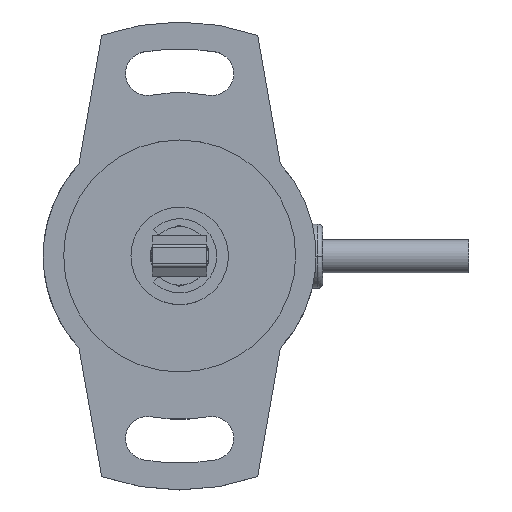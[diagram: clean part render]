
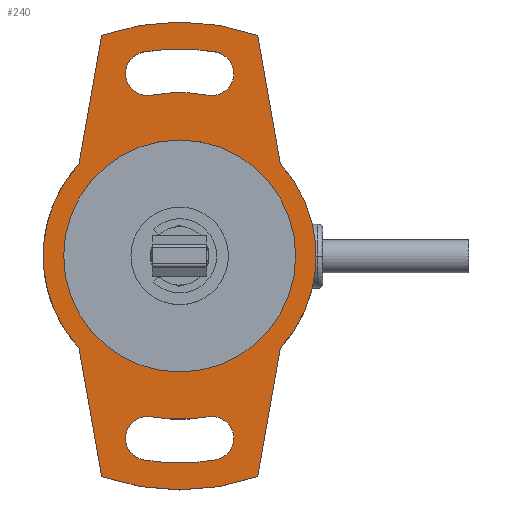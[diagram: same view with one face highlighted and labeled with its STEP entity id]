
A CAD part, top view. The second image highlights one B-rep face of the part: STEP entity #240.
In plain terms, the highlighted planar face has unit normal (0, 0, 1).
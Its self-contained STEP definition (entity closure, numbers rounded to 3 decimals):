
#240=ADVANCED_FACE('', (#250,#260,#270,#280), #290, .T.);
#4460=AXIS2_PLACEMENT_3D('Ax2Pl3d', #4470, #4480, #4490);
#4500=AXIS2_PLACEMENT_3D('Ax2Pl3d', #4510, #4520, #4530);
#4540=AXIS2_PLACEMENT_3D('Ax2Pl3d', #4550, #4560, #4570);
#4580=AXIS2_PLACEMENT_3D('Ax2Pl3d', #4590, #4600, #4610);
#4620=AXIS2_PLACEMENT_3D('Ax2Pl3d', #4630, #4640, #4650);
#4660=AXIS2_PLACEMENT_3D('Ax2Pl3d', #4670, #4680, #4690);
#4700=AXIS2_PLACEMENT_3D('Ax2Pl3d', #4710, #4720, #4730);
#4740=AXIS2_PLACEMENT_3D('Ax2Pl3d', #4750, #4760, #4770);
#4780=AXIS2_PLACEMENT_3D('Ax2Pl3d', #4790, #4800, #4810);
#4820=AXIS2_PLACEMENT_3D('Ax2Pl3d', #4830, #4840, #4850);
#4860=AXIS2_PLACEMENT_3D('Ax2Pl3d', #4870, #4880, #4890);
#4900=AXIS2_PLACEMENT_3D('Ax2Pl3d', #4910, #4920, #4930);
#4940=AXIS2_PLACEMENT_3D('Ax2Pl3d', #4950, #4960, #4970);
#4980=AXIS2_PLACEMENT_3D('Ax2Pl3d', #4990, #5000, #5010);
#4470=CARTESIAN_POINT('HicPkt', (-10.322,9.459,0.));
#4510=CARTESIAN_POINT('HicPkt', (0.,0.,0.));
#48230=CARTESIAN_POINT('', (-8.,-22.628,0.));
#48240=CARTESIAN_POINT('', (8.,-22.628,0.));
#48250=CARTESIAN_POINT('', (10.322,-9.459,0.));
#48260=CARTESIAN_POINT('', (10.322,-9.459,0.));
#4550=CARTESIAN_POINT('HicPkt', (0.,0.,0.));
#48270=CARTESIAN_POINT('', (10.322,9.459,0.));
#48280=CARTESIAN_POINT('', (8.,22.628,0.));
#48290=CARTESIAN_POINT('', (8.,22.628,0.));
#4590=CARTESIAN_POINT('HicPkt', (0.,0.,0.));
#48300=CARTESIAN_POINT('', (-8.,22.628,0.));
#48310=CARTESIAN_POINT('', (-10.322,9.459,0.));
#48320=CARTESIAN_POINT('', (-10.322,9.459,0.));
#4630=CARTESIAN_POINT('HicPkt', (0.,0.,0.));
#48330=CARTESIAN_POINT('', (-10.322,-9.459,0.));
#48340=CARTESIAN_POINT('', (-8.,-22.628,0.));
#4670=CARTESIAN_POINT('HicPkt', (0.,0.,0.));
#48350=CARTESIAN_POINT('', (0.,11.9,0.));
#4710=CARTESIAN_POINT('HicPkt', (0.,0.,0.));
#48360=CARTESIAN_POINT('', (2.909,16.496,0.));
#48370=CARTESIAN_POINT('', (-2.909,16.496,0.));
#4750=CARTESIAN_POINT('HicPkt', (-3.299,18.711,0.));
#48380=CARTESIAN_POINT('', (-3.69,20.927,0.));
#4790=CARTESIAN_POINT('HicPkt', (0.,0.,0.));
#48390=CARTESIAN_POINT('', (3.69,20.927,0.));
#4830=CARTESIAN_POINT('HicPkt', (3.299,18.711,0.));
#4870=CARTESIAN_POINT('HicPkt', (-3.299,-18.711,0.));
#48400=CARTESIAN_POINT('', (-3.69,-20.927,0.));
#48410=CARTESIAN_POINT('', (-2.909,-16.496,0.));
#4910=CARTESIAN_POINT('HicPkt', (0.,0.,0.));
#48420=CARTESIAN_POINT('', (2.909,-16.496,0.));
#4950=CARTESIAN_POINT('HicPkt', (3.299,-18.711,0.));
#48430=CARTESIAN_POINT('', (3.69,-20.927,0.));
#4990=CARTESIAN_POINT('HicPkt', (0.,0.,0.));
#51110=CIRCLE('Circle', #4500, 24.);
#51120=CIRCLE('Circle', #4540, 14.);
#51130=CIRCLE('Circle', #4580, 24.);
#51140=CIRCLE('Circle', #4620, 14.);
#51150=CIRCLE('Circle', #4660, 11.9);
#51160=CIRCLE('Circle', #4700, 16.75);
#51170=CIRCLE('Circle', #4740, 2.25);
#51180=CIRCLE('Circle', #4780, 21.25);
#51190=CIRCLE('Circle', #4820, 2.25);
#51200=CIRCLE('Circle', #4860, 2.25);
#51210=CIRCLE('Circle', #4900, 16.75);
#51220=CIRCLE('Circle', #4940, 2.25);
#51230=CIRCLE('Circle', #4980, 21.25);
#4480=DIRECTION('Axis', (0.,0.,1.));
#4490=DIRECTION('RefDirection', (1.,0.,-0.));
#4520=DIRECTION('Axis', (0.,0.,1.));
#4530=DIRECTION('RefDirection', (1.,0.,-0.));
#58590=DIRECTION('', (0.174,0.985,0.));
#4560=DIRECTION('Axis', (0.,0.,1.));
#4570=DIRECTION('RefDirection', (1.,0.,-0.));
#58600=DIRECTION('', (-0.174,0.985,0.));
#4600=DIRECTION('Axis', (0.,0.,1.));
#4610=DIRECTION('RefDirection', (1.,0.,-0.));
#58610=DIRECTION('', (-0.174,-0.985,0.));
#4640=DIRECTION('Axis', (0.,0.,1.));
#4650=DIRECTION('RefDirection', (1.,0.,-0.));
#58620=DIRECTION('', (0.174,-0.985,0.));
#4680=DIRECTION('Axis', (0.,0.,-1.));
#4690=DIRECTION('RefDirection', (-1.,-0.,0.));
#4720=DIRECTION('Axis', (0.,0.,1.));
#4730=DIRECTION('RefDirection', (1.,0.,-0.));
#4760=DIRECTION('Axis', (0.,0.,-1.));
#4770=DIRECTION('RefDirection', (-1.,-0.,0.));
#4800=DIRECTION('Axis', (0.,0.,-1.));
#4810=DIRECTION('RefDirection', (-1.,-0.,0.));
#4840=DIRECTION('Axis', (0.,0.,-1.));
#4850=DIRECTION('RefDirection', (-1.,-0.,0.));
#4880=DIRECTION('Axis', (0.,0.,-1.));
#4890=DIRECTION('RefDirection', (-1.,-0.,0.));
#4920=DIRECTION('Axis', (0.,0.,1.));
#4930=DIRECTION('RefDirection', (1.,0.,-0.));
#4960=DIRECTION('Axis', (0.,0.,-1.));
#4970=DIRECTION('RefDirection', (-1.,-0.,0.));
#5000=DIRECTION('Axis', (0.,0.,-1.));
#5010=DIRECTION('RefDirection', (-1.,-0.,0.));
#59760=EDGE_CURVE('', #59770, #59780, #51110, .T.);
#59790=EDGE_CURVE('', #59780, #59800, #59810, .T.);
#59820=EDGE_CURVE('', #59800, #59830, #51120, .T.);
#59840=EDGE_CURVE('', #59830, #59850, #59860, .T.);
#59870=EDGE_CURVE('', #59850, #59880, #51130, .T.);
#59890=EDGE_CURVE('', #59880, #59900, #59910, .T.);
#59920=EDGE_CURVE('', #59900, #59930, #51140, .T.);
#59940=EDGE_CURVE('', #59930, #59770, #59950, .T.);
#59960=EDGE_CURVE('', #59970, #59970, #51150, .T.);
#59980=EDGE_CURVE('', #59990, #60000, #51160, .T.);
#60010=EDGE_CURVE('', #60000, #60020, #51170, .T.);
#60030=EDGE_CURVE('', #60020, #60040, #51180, .T.);
#60050=EDGE_CURVE('', #60040, #59990, #51190, .T.);
#60060=EDGE_CURVE('', #60070, #60080, #51200, .T.);
#60090=EDGE_CURVE('', #60080, #60100, #51210, .T.);
#60110=EDGE_CURVE('', #60100, #60120, #51220, .T.);
#60130=EDGE_CURVE('', #60120, #60070, #51230, .T.);
#65420=EDGE_LOOP('Edge_loop', (#65430,#65440,#65450,#65460,#65470,
#65480,#65490,#65500));
#65510=EDGE_LOOP('Edge_loop', (#65520));
#65530=EDGE_LOOP('Edge_loop', (#65540,#65550,#65560,#65570));
#65580=EDGE_LOOP('Edge_loop', (#65590,#65600,#65610,#65620));
#260=FACE_BOUND('', #65510, .T.);
#270=FACE_BOUND('', #65530, .T.);
#280=FACE_BOUND('', #65580, .T.);
#250=FACE_OUTER_BOUND('Face_outer_bound', #65420, .T.);
#59810=LINE('Line', #48250, #73110);
#59860=LINE('Line', #48280, #73120);
#59910=LINE('Line', #48310, #73130);
#59950=LINE('Line', #48340, #73140);
#65430=ORIENTED_EDGE('', *, *, #59760, .T.);
#65440=ORIENTED_EDGE('', *, *, #59790, .T.);
#65450=ORIENTED_EDGE('', *, *, #59820, .T.);
#65460=ORIENTED_EDGE('', *, *, #59840, .T.);
#65470=ORIENTED_EDGE('', *, *, #59870, .T.);
#65480=ORIENTED_EDGE('', *, *, #59890, .T.);
#65490=ORIENTED_EDGE('', *, *, #59920, .T.);
#65500=ORIENTED_EDGE('', *, *, #59940, .T.);
#65520=ORIENTED_EDGE('', *, *, #59960, .T.);
#65540=ORIENTED_EDGE('', *, *, #59980, .T.);
#65550=ORIENTED_EDGE('', *, *, #60010, .T.);
#65560=ORIENTED_EDGE('', *, *, #60030, .T.);
#65570=ORIENTED_EDGE('', *, *, #60050, .T.);
#65590=ORIENTED_EDGE('', *, *, #60060, .T.);
#65600=ORIENTED_EDGE('', *, *, #60090, .T.);
#65610=ORIENTED_EDGE('', *, *, #60110, .T.);
#65620=ORIENTED_EDGE('', *, *, #60130, .T.);
#290=PLANE('Plane', #4460);
#73110=VECTOR('', #58590, 13.372);
#73120=VECTOR('', #58600, 13.372);
#73130=VECTOR('', #58610, 13.372);
#73140=VECTOR('', #58620, 13.372);
#59770=VERTEX_POINT('', #48230);
#59780=VERTEX_POINT('', #48240);
#59800=VERTEX_POINT('', #48260);
#59830=VERTEX_POINT('', #48270);
#59850=VERTEX_POINT('', #48290);
#59880=VERTEX_POINT('', #48300);
#59900=VERTEX_POINT('', #48320);
#59930=VERTEX_POINT('', #48330);
#59970=VERTEX_POINT('', #48350);
#59990=VERTEX_POINT('', #48360);
#60000=VERTEX_POINT('', #48370);
#60020=VERTEX_POINT('', #48380);
#60040=VERTEX_POINT('', #48390);
#60070=VERTEX_POINT('', #48400);
#60080=VERTEX_POINT('', #48410);
#60100=VERTEX_POINT('', #48420);
#60120=VERTEX_POINT('', #48430);
